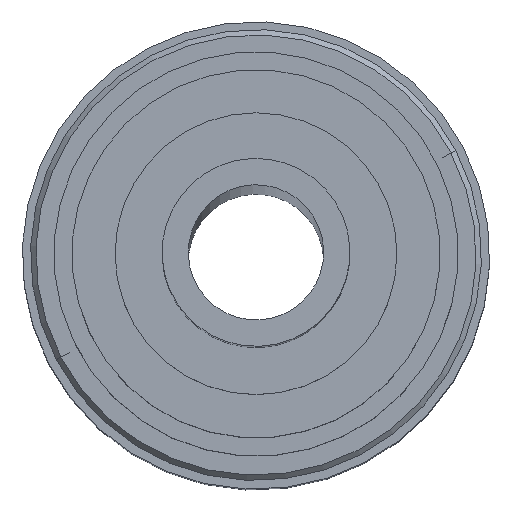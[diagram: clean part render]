
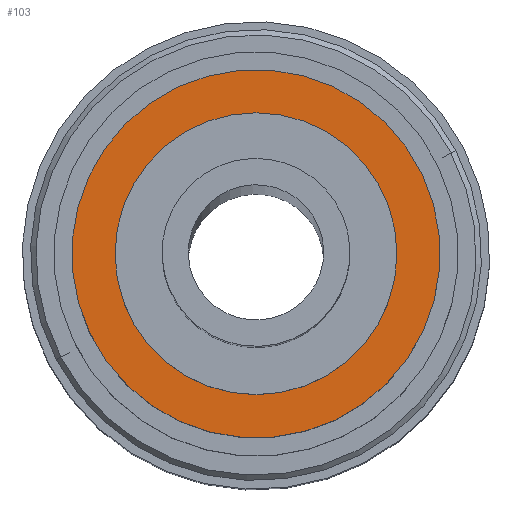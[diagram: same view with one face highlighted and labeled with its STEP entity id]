
A CAD part, top view. The second image highlights one B-rep face of the part: STEP entity #103.
In plain terms, the highlighted planar face has unit normal (0, 0, 1).
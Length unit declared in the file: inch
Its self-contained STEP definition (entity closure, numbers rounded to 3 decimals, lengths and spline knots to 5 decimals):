
#43 = VERTEX_POINT ( 'NONE', #1473 ) ;
#103 = ADVANCED_FACE ( 'NONE', ( #942, #197 ), #826, .T. ) ;
#122 = DIRECTION ( 'NONE',  ( 0., 0., -1. ) ) ;
#132 = CARTESIAN_POINT ( 'NONE',  ( 0., 0., 1.13 ) ) ;
#197 = FACE_OUTER_BOUND ( 'NONE', #582, .T. ) ;
#204 = AXIS2_PLACEMENT_3D ( 'NONE', #132, #1348, #1098 ) ;
#263 = EDGE_LOOP ( 'NONE', ( #1379, #605 ) ) ;
#274 = DIRECTION ( 'NONE',  ( 0., 1., 0. ) ) ;
#327 = VERTEX_POINT ( 'NONE', #1213 ) ;
#332 = EDGE_CURVE ( 'NONE', #43, #327, #770, .T. ) ;
#352 = CARTESIAN_POINT ( 'NONE',  ( 0., 0., 1.13 ) ) ;
#388 = DIRECTION ( 'NONE',  ( 0., 1., 0. ) ) ;
#451 = AXIS2_PLACEMENT_3D ( 'NONE', #935, #706, #1079 ) ;
#495 = EDGE_CURVE ( 'NONE', #542, #1223, #1606, .T. ) ;
#542 = VERTEX_POINT ( 'NONE', #1506 ) ;
#582 = EDGE_LOOP ( 'NONE', ( #1140, #615 ) ) ;
#605 = ORIENTED_EDGE ( 'NONE', *, *, #332, .T. ) ;
#615 = ORIENTED_EDGE ( 'NONE', *, *, #1261, .T. ) ;
#706 = DIRECTION ( 'NONE',  ( 0., 0., 1. ) ) ;
#770 = CIRCLE ( 'NONE', #1055, 0.1875 ) ;
#778 = DIRECTION ( 'NONE',  ( 0., 0., -1. ) ) ;
#826 = PLANE ( 'NONE',  #1157 ) ;
#842 = CARTESIAN_POINT ( 'NONE',  ( -0.05152, 0.10838, 1.13 ) ) ;
#931 = CIRCLE ( 'NONE', #1073, 0.1875 ) ;
#935 = CARTESIAN_POINT ( 'NONE',  ( 0., 0., 1.13 ) ) ;
#942 = FACE_BOUND ( 'NONE', #263, .T. ) ;
#1002 = CARTESIAN_POINT ( 'NONE',  ( 0., 0., 1.13 ) ) ;
#1055 = AXIS2_PLACEMENT_3D ( 'NONE', #352, #122, #388 ) ;
#1073 = AXIS2_PLACEMENT_3D ( 'NONE', #1002, #778, #274 ) ;
#1079 = DIRECTION ( 'NONE',  ( -0.429, 0.903, 0. ) ) ;
#1098 = DIRECTION ( 'NONE',  ( -0.429, 0.903, 0. ) ) ;
#1140 = ORIENTED_EDGE ( 'NONE', *, *, #495, .T. ) ;
#1157 = AXIS2_PLACEMENT_3D ( 'NONE', #842, #1335, #1329 ) ;
#1194 = CARTESIAN_POINT ( 'NONE',  ( 0.10519, -0.22127, 1.13 ) ) ;
#1213 = CARTESIAN_POINT ( 'NONE',  ( 0., 0.1875, 1.13 ) ) ;
#1223 = VERTEX_POINT ( 'NONE', #1194 ) ;
#1261 = EDGE_CURVE ( 'NONE', #1223, #542, #1494, .T. ) ;
#1329 = DIRECTION ( 'NONE',  ( -0.429, 0.903, 0. ) ) ;
#1335 = DIRECTION ( 'NONE',  ( 0., 0., 1. ) ) ;
#1348 = DIRECTION ( 'NONE',  ( 0., 0., 1. ) ) ;
#1379 = ORIENTED_EDGE ( 'NONE', *, *, #1453, .T. ) ;
#1453 = EDGE_CURVE ( 'NONE', #327, #43, #931, .T. ) ;
#1473 = CARTESIAN_POINT ( 'NONE',  ( 0., -0.1875, 1.13 ) ) ;
#1494 = CIRCLE ( 'NONE', #451, 0.245 ) ;
#1506 = CARTESIAN_POINT ( 'NONE',  ( -0.10519, 0.22127, 1.13 ) ) ;
#1606 = CIRCLE ( 'NONE', #204, 0.245 ) ;
